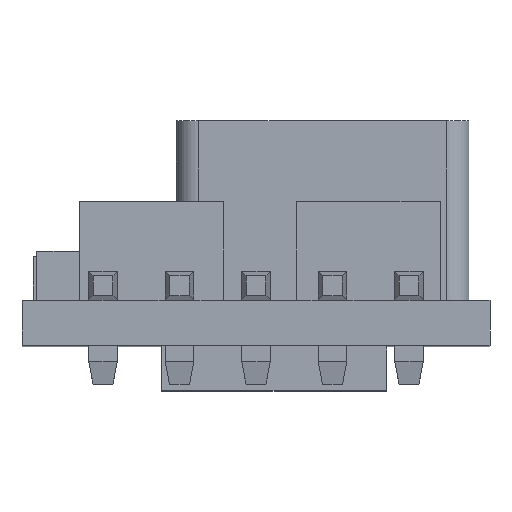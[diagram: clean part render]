
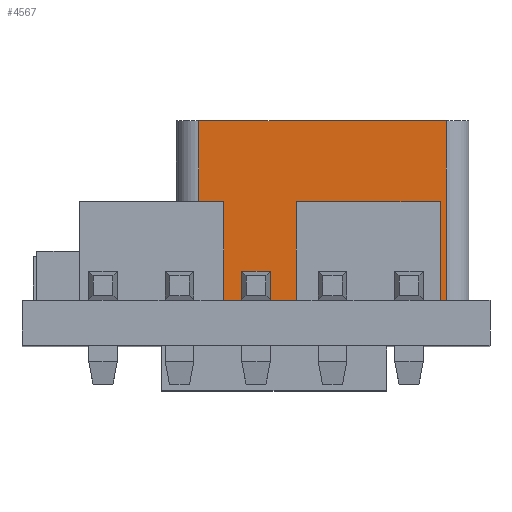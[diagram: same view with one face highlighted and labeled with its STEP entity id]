
A CAD part, top view. The second image highlights one B-rep face of the part: STEP entity #4567.
In plain terms, the highlighted planar face has unit normal (0, 0, 1).
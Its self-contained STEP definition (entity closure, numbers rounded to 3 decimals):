
#264 = ORIENTED_EDGE ( 'NONE', *, *, #1651, .T. ) ;
#599 = ORIENTED_EDGE ( 'NONE', *, *, #1611, .F. ) ;
#680 = ORIENTED_EDGE ( 'NONE', *, *, #1579, .F. ) ;
#774 = VERTEX_POINT ( 'NONE', #3915 ) ;
#1034 = ORIENTED_EDGE ( 'NONE', *, *, #3923, .T. ) ;
#1077 = EDGE_LOOP ( 'NONE', ( #1034, #599, #680, #264 ) ) ;
#1212 = CARTESIAN_POINT ( 'NONE',  ( 4.23, 4.5, 3.187 ) ) ;
#1539 = CARTESIAN_POINT ( 'NONE',  ( -1.27, 0.5, 3.187 ) ) ;
#1579 = EDGE_CURVE ( 'NONE', #1952, #4722, #5574, .T. ) ;
#1611 = EDGE_CURVE ( 'NONE', #4722, #774, #4888, .T. ) ;
#1651 = EDGE_CURVE ( 'NONE', #1952, #2780, #4756, .T. ) ;
#1816 = LINE ( 'NONE', #1539, #3933 ) ;
#1952 = VERTEX_POINT ( 'NONE', #5307 ) ;
#1957 = CARTESIAN_POINT ( 'NONE',  ( 4.23, 4.5, 3.187 ) ) ;
#2454 = FACE_OUTER_BOUND ( 'NONE', #1077, .T. ) ;
#2609 = DIRECTION ( 'NONE',  ( 0., -1., 0. ) ) ;
#2705 = CARTESIAN_POINT ( 'NONE',  ( -1.27, 4.5, 3.187 ) ) ;
#2780 = VERTEX_POINT ( 'NONE', #5452 ) ;
#3007 = AXIS2_PLACEMENT_3D ( 'NONE', #4225, #4209, #4187 ) ;
#3891 = DIRECTION ( 'NONE',  ( 0., -1., 0. ) ) ;
#3915 = CARTESIAN_POINT ( 'NONE',  ( 4.23, 0.5, 3.187 ) ) ;
#3923 = EDGE_CURVE ( 'NONE', #2780, #774, #1816, .T. ) ;
#3933 = VECTOR ( 'NONE', #4033, 1000. ) ;
#4033 = DIRECTION ( 'NONE',  ( 1., 0., 0. ) ) ;
#4187 = DIRECTION ( 'NONE',  ( -1., 0., 0. ) ) ;
#4209 = DIRECTION ( 'NONE',  ( 0., 0., -1. ) ) ;
#4225 = CARTESIAN_POINT ( 'NONE',  ( -1.27, 4.5, 3.187 ) ) ;
#4406 = CARTESIAN_POINT ( 'NONE',  ( -1.27, 4.5, 3.187 ) ) ;
#4456 = PLANE ( 'NONE',  #3007 ) ;
#4567 = ADVANCED_FACE ( 'NONE', ( #2454 ), #4456, .F. ) ;
#4603 = VECTOR ( 'NONE', #2609, 1000. ) ;
#4722 = VERTEX_POINT ( 'NONE', #1957 ) ;
#4756 = LINE ( 'NONE', #4406, #4603 ) ;
#4824 = VECTOR ( 'NONE', #3891, 1000. ) ;
#4846 = DIRECTION ( 'NONE',  ( 1., 0., 0. ) ) ;
#4888 = LINE ( 'NONE', #1212, #4824 ) ;
#5307 = CARTESIAN_POINT ( 'NONE',  ( -1.27, 4.5, 3.187 ) ) ;
#5452 = CARTESIAN_POINT ( 'NONE',  ( -1.27, 0.5, 3.187 ) ) ;
#5499 = VECTOR ( 'NONE', #4846, 1000. ) ;
#5574 = LINE ( 'NONE', #2705, #5499 ) ;
